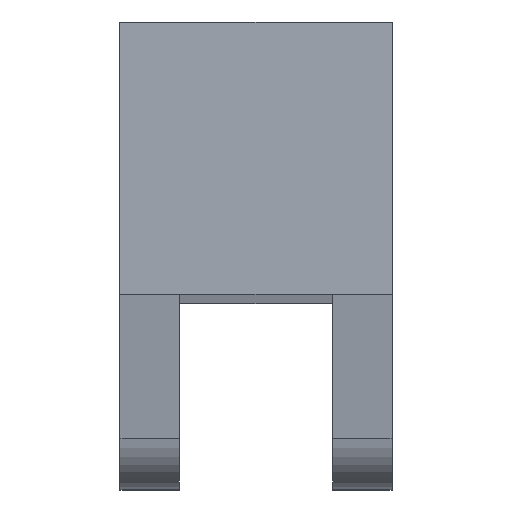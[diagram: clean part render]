
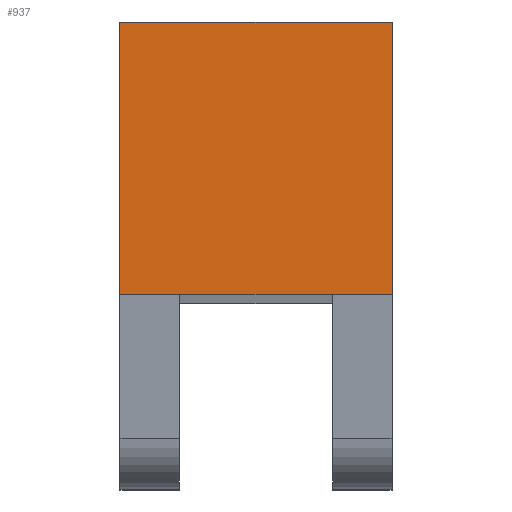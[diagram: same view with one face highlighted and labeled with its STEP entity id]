
A CAD part, top view. The second image highlights one B-rep face of the part: STEP entity #937.
In plain terms, the highlighted planar face has unit normal (0, 0, 1).
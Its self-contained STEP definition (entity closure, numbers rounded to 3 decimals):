
#48 = DIRECTION ( 'NONE',  ( 0., 0., 1. ) ) ;
#52 = ORIENTED_EDGE ( 'NONE', *, *, #252, .T. ) ;
#56 = ORIENTED_EDGE ( 'NONE', *, *, #148, .T. ) ;
#59 = VECTOR ( 'NONE', #184, 1000. ) ;
#145 = DIRECTION ( 'NONE',  ( 1., 0., 0. ) ) ;
#148 = EDGE_CURVE ( 'NONE', #654, #536, #821, .T. ) ;
#184 = DIRECTION ( 'NONE',  ( 0., -1., 0. ) ) ;
#185 = CARTESIAN_POINT ( 'NONE',  ( -115., 230., 4600. ) ) ;
#188 = LINE ( 'NONE', #454, #516 ) ;
#216 = FACE_OUTER_BOUND ( 'NONE', #956, .T. ) ;
#243 = VERTEX_POINT ( 'NONE', #856 ) ;
#244 = VERTEX_POINT ( 'NONE', #185 ) ;
#252 = EDGE_CURVE ( 'NONE', #536, #244, #491, .T. ) ;
#298 = PLANE ( 'NONE',  #597 ) ;
#341 = DIRECTION ( 'NONE',  ( -1., 0., 0. ) ) ;
#404 = DIRECTION ( 'NONE',  ( 0., 1., 0. ) ) ;
#454 = CARTESIAN_POINT ( 'NONE',  ( -115., 0., 4600. ) ) ;
#474 = CARTESIAN_POINT ( 'NONE',  ( -115., 230., 4600. ) ) ;
#491 = LINE ( 'NONE', #623, #637 ) ;
#516 = VECTOR ( 'NONE', #145, 1000. ) ;
#517 = EDGE_CURVE ( 'NONE', #243, #654, #188, .T. ) ;
#536 = VERTEX_POINT ( 'NONE', #741 ) ;
#573 = LINE ( 'NONE', #474, #59 ) ;
#576 = DIRECTION ( 'NONE',  ( 1., 0., 0. ) ) ;
#597 = AXIS2_PLACEMENT_3D ( 'NONE', #876, #48, #576 ) ;
#623 = CARTESIAN_POINT ( 'NONE',  ( -115., 230., 4600. ) ) ;
#637 = VECTOR ( 'NONE', #341, 1000. ) ;
#654 = VERTEX_POINT ( 'NONE', #677 ) ;
#677 = CARTESIAN_POINT ( 'NONE',  ( 115., 0., 4600. ) ) ;
#722 = EDGE_CURVE ( 'NONE', #244, #243, #573, .T. ) ;
#741 = CARTESIAN_POINT ( 'NONE',  ( 115., 230., 4600. ) ) ;
#769 = CARTESIAN_POINT ( 'NONE',  ( 115., 230., 4600. ) ) ;
#814 = ORIENTED_EDGE ( 'NONE', *, *, #722, .T. ) ;
#815 = ORIENTED_EDGE ( 'NONE', *, *, #517, .T. ) ;
#821 = LINE ( 'NONE', #769, #833 ) ;
#833 = VECTOR ( 'NONE', #404, 1000. ) ;
#856 = CARTESIAN_POINT ( 'NONE',  ( -115., 0., 4600. ) ) ;
#876 = CARTESIAN_POINT ( 'NONE',  ( 0., 0., 4600. ) ) ;
#937 = ADVANCED_FACE ( 'NONE', ( #216 ), #298, .T. ) ;
#956 = EDGE_LOOP ( 'NONE', ( #814, #815, #56, #52 ) ) ;
